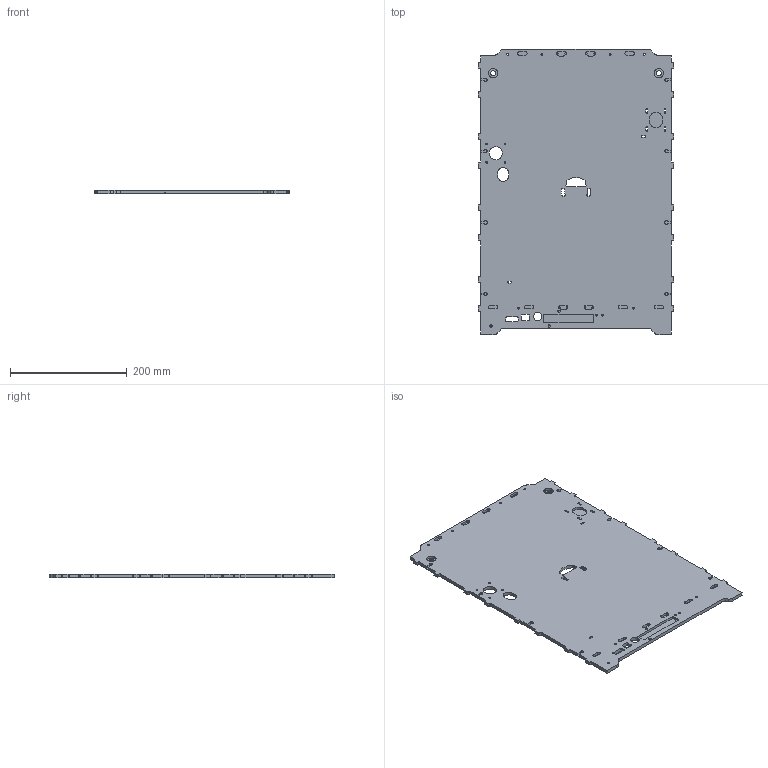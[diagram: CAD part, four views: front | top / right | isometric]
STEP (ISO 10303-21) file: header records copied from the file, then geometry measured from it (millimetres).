
FILE_DESCRIPTION (( 'STEP AP214' ), '1' );
FILE_NAME ('2211-B.STEP', '2015-02-10T16:17:19', ( '' ), ( '' ), 'SwSTEP 2.0', 'SolidWorks 2014', '' );
FILE_SCHEMA (( 'AUTOMOTIVE_DESIGN' ));
Length unit declared in the file: millimetre
Products named in the file (1): 2211-B
Bounding box: 334.2 x 488 x 6 mm (x, y, z)
Volume: 910020.3 mm3; surface area: 327320.1 mm2
Topology: 1 solids, 1 shells, 454 faces, 1289 edges, 854 vertices
Faces by surface type: cylinder 232, plane 222
Entity records: 15015 total; most frequent: DIRECTION 2663, CARTESIAN_POINT 2598, ORIENTED_EDGE 2578, EDGE_CURVE 1289, AXIS2_PLACEMENT_3D 919, VERTEX_POINT 854, LINE 825, VECTOR 825
